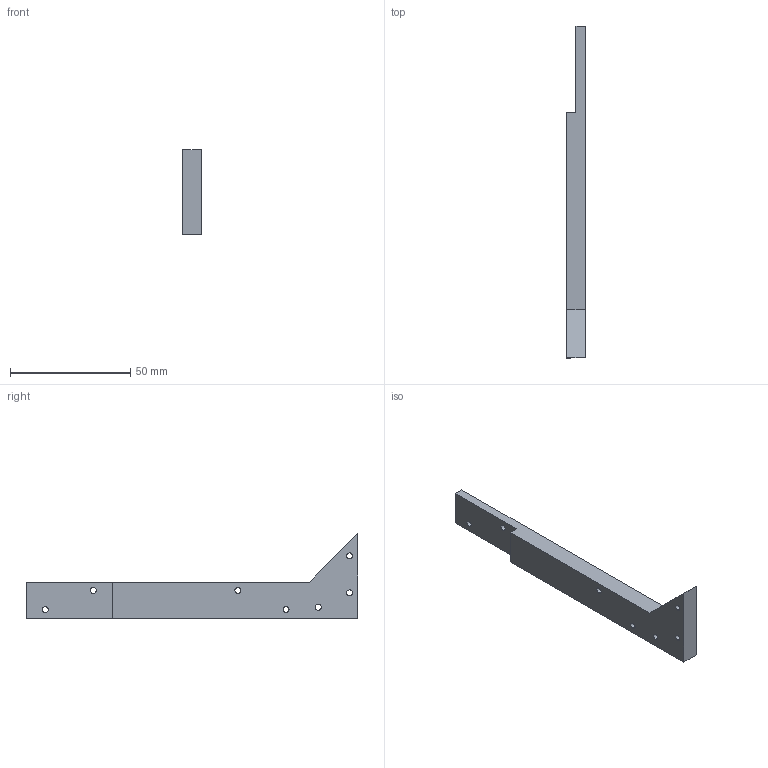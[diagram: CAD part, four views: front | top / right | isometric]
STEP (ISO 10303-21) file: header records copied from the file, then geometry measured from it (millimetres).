
FILE_DESCRIPTION (( 'STEP AP203' ), '1' );
FILE_NAME ('bed chassis-RH-OH.STEP', '2018-01-09T05:07:18', ( '' ), ( '' ), 'SwSTEP 2.0', 'SolidWorks 2017', '' );
FILE_SCHEMA (( 'CONFIG_CONTROL_DESIGN' ));
Length unit declared in the file: millimetre
Products named in the file (1): bed chassis-RH-OH
Bounding box: 7.5 x 138.07 x 35 mm (x, y, z)
Volume: 14787.4 mm3; surface area: 7065.2 mm2
Topology: 1 solids, 1 shells, 23 faces, 63 edges, 42 vertices
Faces by surface type: cylinder 14, plane 9
Entity records: 850 total; most frequent: DIRECTION 139, CARTESIAN_POINT 129, ORIENTED_EDGE 126, EDGE_CURVE 63, AXIS2_PLACEMENT_3D 52, VERTEX_POINT 42, EDGE_LOOP 37, VECTOR 35
